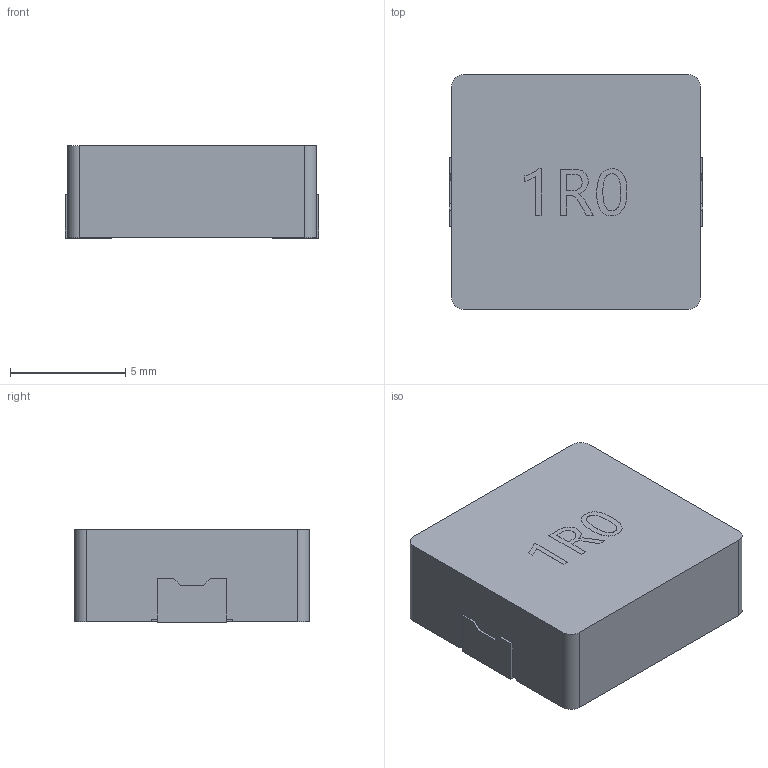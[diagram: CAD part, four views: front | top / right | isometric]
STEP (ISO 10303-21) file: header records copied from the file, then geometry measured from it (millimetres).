
FILE_DESCRIPTION (( 'STEP AP214' ), '1' );
FILE_NAME ('IND-SMD_L11.0-W10.2-H4.0.step', '2022-07-08T23:29:07', ( '' ), ( '' ), 'SwSTEP 2.0', 'SolidWorks 2020', '' );
FILE_SCHEMA (( 'AUTOMOTIVE_DESIGN' ));
Length unit declared in the file: millimetre
Products named in the file (1): IND-SMD_L11.0-W10.2-H4.0
Bounding box: 11 x 10.2 x 4.01 mm (x, y, z)
Volume: 440.4 mm3; surface area: 432.4 mm2
Topology: 3 solids, 3 shells, 363 faces, 978 edges, 652 vertices
Faces by surface type: plane 231, bspline 128, cylinder 4
Entity records: 17457 total; most frequent: CARTESIAN_POINT 5170, ORIENTED_EDGE 1956, DIRECTION 1198, EDGE_CURVE 978, LINE 710, VECTOR 710, VERTEX_POINT 652, EDGE_LOOP 394
